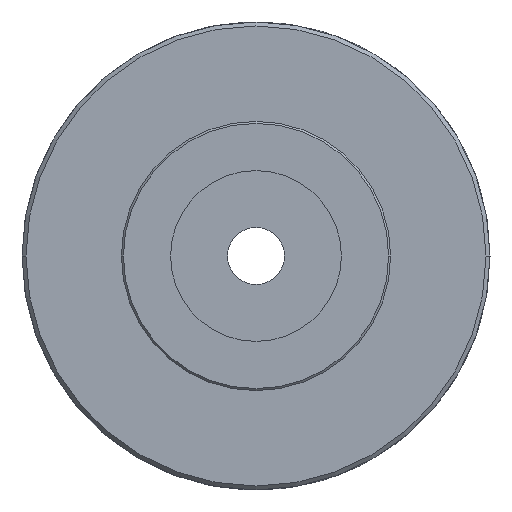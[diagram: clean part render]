
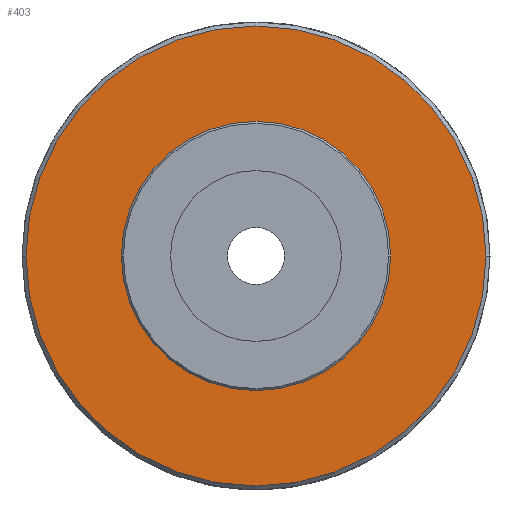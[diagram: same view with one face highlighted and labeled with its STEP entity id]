
A CAD part, left-side view. The second image highlights one B-rep face of the part: STEP entity #403.
In plain terms, the highlighted planar face has unit normal (-1, 0, 0).
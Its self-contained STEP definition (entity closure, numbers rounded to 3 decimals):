
#32 = VERTEX_POINT ( 'NONE', #954 ) ;
#51 = AXIS2_PLACEMENT_3D ( 'NONE', #869, #1487, #1006 ) ;
#100 = AXIS2_PLACEMENT_3D ( 'NONE', #894, #419, #172 ) ;
#101 = AXIS2_PLACEMENT_3D ( 'NONE', #555, #916, #932 ) ;
#108 = EDGE_LOOP ( 'NONE', ( #435, #1564 ) ) ;
#172 = DIRECTION ( 'NONE',  ( 0., 0., -1. ) ) ;
#173 = EDGE_CURVE ( 'NONE', #32, #1415, #1540, .T. ) ;
#374 = EDGE_CURVE ( 'NONE', #376, #1067, #531, .T. ) ;
#376 = VERTEX_POINT ( 'NONE', #1096 ) ;
#403 = ADVANCED_FACE ( 'NONE', ( #1494, #489 ), #1230, .T. ) ;
#419 = DIRECTION ( 'NONE',  ( 1., 0., 0. ) ) ;
#435 = ORIENTED_EDGE ( 'NONE', *, *, #374, .T. ) ;
#489 = FACE_BOUND ( 'NONE', #108, .T. ) ;
#531 = CIRCLE ( 'NONE', #720, 9.5 ) ;
#555 = CARTESIAN_POINT ( 'NONE',  ( -97.005, 59.509, -333.86 ) ) ;
#577 = CIRCLE ( 'NONE', #100, 9.5 ) ;
#612 = EDGE_CURVE ( 'NONE', #1067, #376, #577, .T. ) ;
#613 = EDGE_LOOP ( 'NONE', ( #1312, #1388 ) ) ;
#695 = CARTESIAN_POINT ( 'NONE',  ( -97.005, 88.371, -333.86 ) ) ;
#720 = AXIS2_PLACEMENT_3D ( 'NONE', #815, #1552, #1198 ) ;
#815 = CARTESIAN_POINT ( 'NONE',  ( -97.005, 59.509, -333.86 ) ) ;
#869 = CARTESIAN_POINT ( 'NONE',  ( -97.005, 88.871, -333.86 ) ) ;
#883 = AXIS2_PLACEMENT_3D ( 'NONE', #942, #1310, #1432 ) ;
#894 = CARTESIAN_POINT ( 'NONE',  ( -97.005, 59.509, -333.86 ) ) ;
#916 = DIRECTION ( 'NONE',  ( 1., 0., 0. ) ) ;
#932 = DIRECTION ( 'NONE',  ( 0., 1., 0. ) ) ;
#942 = CARTESIAN_POINT ( 'NONE',  ( -97.005, 59.509, -333.86 ) ) ;
#954 = CARTESIAN_POINT ( 'NONE',  ( -97.005, 30.647, -333.86 ) ) ;
#1006 = DIRECTION ( 'NONE',  ( 0., 0., 1. ) ) ;
#1021 = CIRCLE ( 'NONE', #101, 28.862 ) ;
#1067 = VERTEX_POINT ( 'NONE', #1289 ) ;
#1096 = CARTESIAN_POINT ( 'NONE',  ( -97.005, 69.009, -333.86 ) ) ;
#1198 = DIRECTION ( 'NONE',  ( 0., 0., -1. ) ) ;
#1230 = PLANE ( 'NONE',  #51 ) ;
#1258 = EDGE_CURVE ( 'NONE', #1415, #32, #1021, .T. ) ;
#1289 = CARTESIAN_POINT ( 'NONE',  ( -97.005, 50.009, -333.86 ) ) ;
#1310 = DIRECTION ( 'NONE',  ( 1., 0., 0. ) ) ;
#1312 = ORIENTED_EDGE ( 'NONE', *, *, #1258, .F. ) ;
#1388 = ORIENTED_EDGE ( 'NONE', *, *, #173, .F. ) ;
#1415 = VERTEX_POINT ( 'NONE', #695 ) ;
#1432 = DIRECTION ( 'NONE',  ( 0., 1., 0. ) ) ;
#1487 = DIRECTION ( 'NONE',  ( -1., 0., 0. ) ) ;
#1494 = FACE_OUTER_BOUND ( 'NONE', #613, .T. ) ;
#1540 = CIRCLE ( 'NONE', #883, 28.862 ) ;
#1552 = DIRECTION ( 'NONE',  ( 1., 0., 0. ) ) ;
#1564 = ORIENTED_EDGE ( 'NONE', *, *, #612, .T. ) ;
